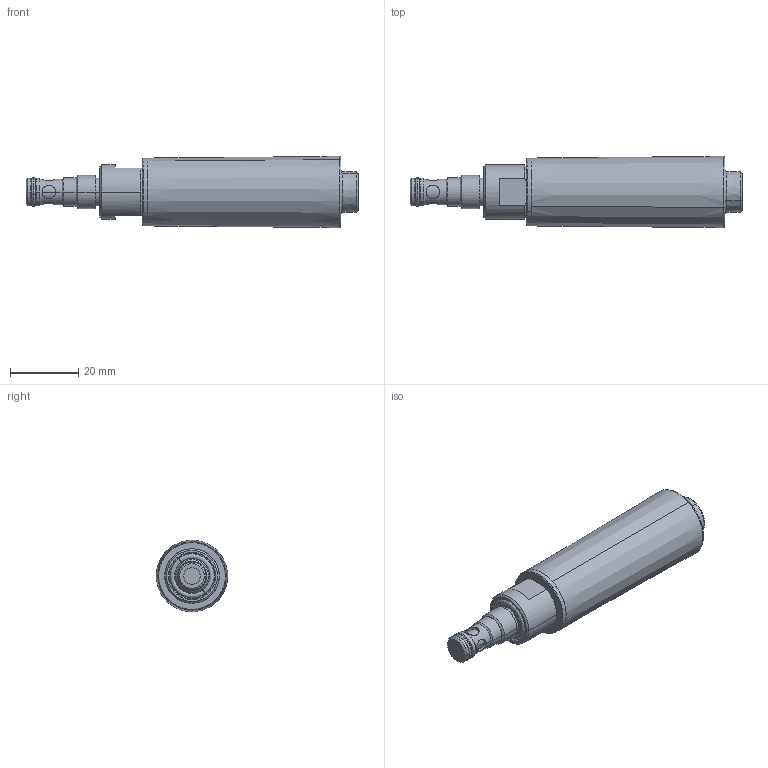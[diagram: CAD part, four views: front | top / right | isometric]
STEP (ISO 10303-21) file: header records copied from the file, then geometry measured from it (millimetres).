
FILE_DESCRIPTION(('STEP AP242'),'1');
FILE_NAME('coval_cvp90x16k.stp','2020-06-01T20:08:42',('TraceParts'),('TraceParts S.A.'),'Spatial InterOp 3D',' ',' ');
FILE_SCHEMA(('AP242_MANAGED_MODEL_BASED_3D_ENGINEERING_MIM_LF {1 0 10303 442 1 1 4}'));
Length unit declared in the file: millimetre
Products named in the file (1): coval_cvp90x16k_1
Bounding box: 97.5 x 20.92 x 20.92 mm (x, y, z)
Volume: 20723.7 mm3; surface area: 17837.2 mm2
Topology: 10 solids, 10 shells, 290 faces, 637 edges, 388 vertices
Faces by surface type: plane 77, cylinder 76, torus 72, cone 46, bspline 19
Entity records: 12036 total; most frequent: CARTESIAN_POINT 3096, DIRECTION 1461, ORIENTED_EDGE 1274, EDGE_CURVE 637, AXIS2_PLACEMENT_3D 613, VERTEX_POINT 388, CIRCLE 332, EDGE_LOOP 329
